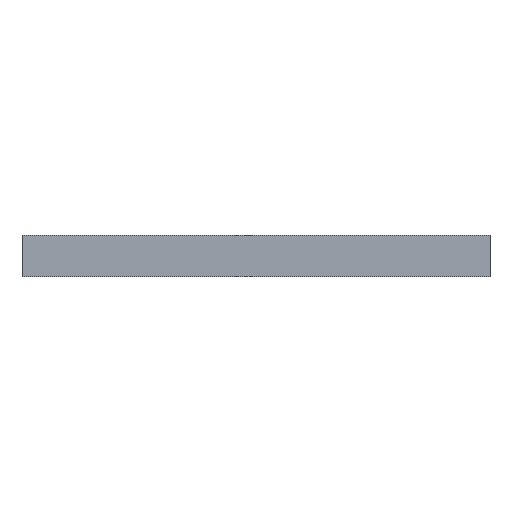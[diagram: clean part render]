
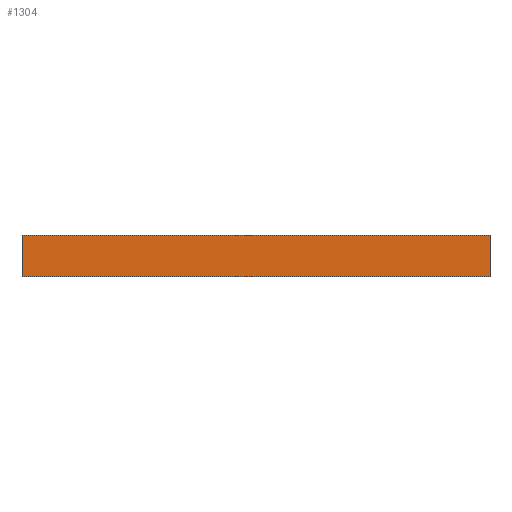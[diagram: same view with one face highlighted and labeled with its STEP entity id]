
A CAD part, front view. The second image highlights one B-rep face of the part: STEP entity #1304.
In plain terms, the highlighted planar face has unit normal (0, -1, 0).
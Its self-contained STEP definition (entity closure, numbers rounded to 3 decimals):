
#74=FACE_OUTER_BOUND('',#136,.T.);
#136=EDGE_LOOP('',(#1115,#1116,#1117,#1118));
#147=LINE('',#1714,#331);
#246=LINE('',#1911,#430);
#267=LINE('',#1952,#451);
#321=LINE('',#2060,#505);
#331=VECTOR('',#1399,10.);
#430=VECTOR('',#1556,10.);
#451=VECTOR('',#1579,10.);
#505=VECTOR('',#1687,10.);
#513=VERTEX_POINT('',#1710);
#515=VERTEX_POINT('',#1713);
#584=VERTEX_POINT('',#1910);
#602=VERTEX_POINT('',#1948);
#639=EDGE_CURVE('',#515,#513,#147,.T.);
#738=EDGE_CURVE('',#584,#515,#246,.T.);
#759=EDGE_CURVE('',#584,#602,#267,.T.);
#813=EDGE_CURVE('',#513,#602,#321,.T.);
#1115=ORIENTED_EDGE('',*,*,#759,.F.);
#1116=ORIENTED_EDGE('',*,*,#738,.T.);
#1117=ORIENTED_EDGE('',*,*,#639,.T.);
#1118=ORIENTED_EDGE('',*,*,#813,.T.);
#1242=PLANE('',#1380);
#1304=ADVANCED_FACE('',(#74),#1242,.F.);
#1380=AXIS2_PLACEMENT_3D('',#2059,#1685,#1686);
#1399=DIRECTION('',(0.,0.,-1.));
#1556=DIRECTION('',(-1.,0.,0.));
#1579=DIRECTION('',(0.,0.,-1.));
#1685=DIRECTION('center_axis',(0.,1.,0.));
#1686=DIRECTION('ref_axis',(-1.,0.,0.));
#1687=DIRECTION('',(1.,0.,0.));
#1710=CARTESIAN_POINT('',(-345.5,160.363,0.));
#1713=CARTESIAN_POINT('',(-345.5,160.363,8.));
#1714=CARTESIAN_POINT('',(-345.5,160.363,0.));
#1910=CARTESIAN_POINT('',(-254.5,160.363,8.));
#1911=CARTESIAN_POINT('',(-253.5,160.363,8.));
#1948=CARTESIAN_POINT('',(-254.5,160.363,0.));
#1952=CARTESIAN_POINT('',(-254.5,160.363,0.));
#2059=CARTESIAN_POINT('Origin',(-253.5,160.363,0.));
#2060=CARTESIAN_POINT('',(-346.5,160.363,0.));
